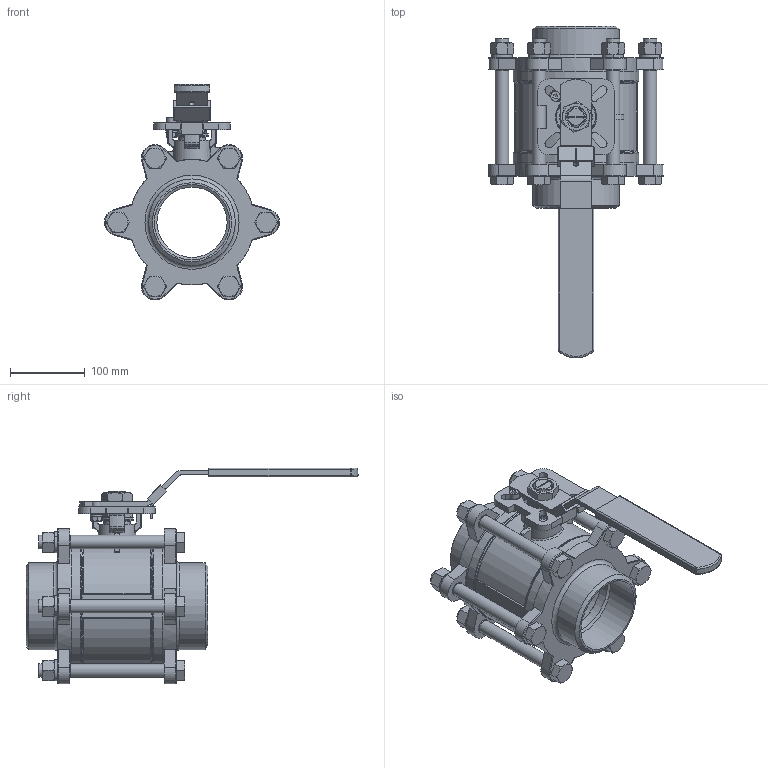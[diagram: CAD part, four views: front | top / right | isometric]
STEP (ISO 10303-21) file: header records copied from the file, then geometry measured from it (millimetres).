
FILE_DESCRIPTION(('STEP AP203'),'1');
FILE_NAME('4.stp','2023-01-17T05:46:04',(' '),(' '),'Spatial InterOp 3D',' ',' ');
FILE_SCHEMA(('CONFIG_CONTROL_DESIGN'));
Length unit declared in the file: millimetre
Products named in the file (35): 3PC ____ 4"; body; stem; 螺母 ： 标准 - M18.0 x 15.8; 垫圈 ： 单圈弹簧 - M18.0 x 4.5; 螺栓 ： 六角头 - M18.0 x 184.0; TLZ中口填料; SB31-01-08; 手柄; 锁块; 填料压环; 碟簧; 防松垫片; 钢垫; 手柄套; __10; 螺钉 ： 圆柱头 - M8.0 x 20.0; 螺母 ： 标准 - M8.0 x 6.8; 垫圈 ： 平垫圈 - M8.0 x 1.6; 非标螺母; 阀盖
Assembly tree (39 placements, depth 3):
  3PC ____ 4"
    body
    stem
    螺母 ： 标准 - M18.0 x 15.8
    垫圈 ： 单圈弹簧 - M18.0 x 4.5
    螺母 ： 标准 - M18.0 x 15.8
    垫圈 ： 单圈弹簧 - M18.0 x 4.5
    螺母 ： 标准 - M18.0 x 15.8
    垫圈 ： 单圈弹簧 - M18.0 x 4.5
    螺母 ： 标准 - M18.0 x 15.8
    垫圈 ： 单圈弹簧 - M18.0 x 4.5
    螺母 ： 标准 - M18.0 x 15.8
    垫圈 ： 单圈弹簧 - M18.0 x 4.5
    螺母 ： 标准 - M18.0 x 15.8
    垫圈 ： 单圈弹簧 - M18.0 x 4.5
    螺栓 ： 六角头 - M18.0 x 184.0  x6
    TLZ中口填料
    SB31-01-08
      手柄
      锁块
    填料压环
    TLZ中口填料
    碟簧
    碟簧
    防松垫片
    钢垫
    手柄套
    __10
      螺钉 ： 圆柱头 - M8.0 x 20.0
      螺母 ： 标准 - M8.0 x 6.8
      垫圈 ： 平垫圈 - M8.0 x 1.6
      非标螺母
    非标螺母
    阀盖
    阀盖
Bounding box: 234.37 x 444.69 x 288.89 mm (x, y, z)
Volume: 2100454.7 mm3; surface area: 576877.2 mm2
Topology: 40 solids, 40 shells, 811 faces, 1909 edges, 1184 vertices
Faces by surface type: plane 358, cone 219, cylinder 163, torus 51, bspline 15, sphere 5
Full cylindrical faces by diameter (mm): 7.5 x1, 7.995 x1, 8 x2, 9 x1, 13 x1, 16 x1, 18 x12, 19 x1, 19.2 x12, 26 x2, 28 x7, 28.5 x2, 29 x2, 35 x1, 35.8 x1, 36 x7, 36.5 x1, 37.5 x1, 44 x2, 55 x1, 94 x2, 101 x2, 116 x2, 150 x1, 152 x2, 160 x2, 168 x4
Entity records: 25916 total; most frequent: CARTESIAN_POINT 8253, DIRECTION 3254, ORIENTED_EDGE 3168, EDGE_CURVE 1584, AXIS2_PLACEMENT_3D 1339, VERTEX_POINT 1066, EDGE_LOOP 957, FACE_OUTER_BOUND 806
